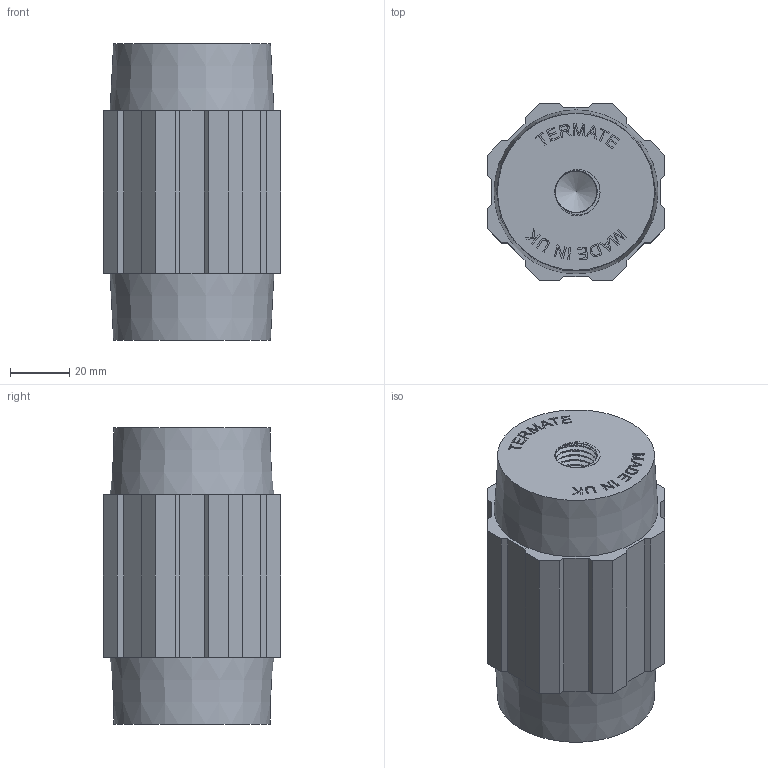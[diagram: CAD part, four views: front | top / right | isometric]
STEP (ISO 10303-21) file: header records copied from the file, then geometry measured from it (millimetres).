
FILE_DESCRIPTION(/* description */ (''),/* implementation_level */ '2;1');
FILE_NAME(/* name */ 'AM6-100-16.step',/* time_stamp */ '2019-12-10T16:38:48+00:00',/* author */ (''),/* organization */ (''),/* preprocessor_version */ 'ST-DEVELOPER v18',/* originating_system */ 'Autodesk Translation Framework v8.12.0.6',/* authorisation */ '');
FILE_SCHEMA (('AUTOMOTIVE_DESIGN { 1 0 10303 214 3 1 1 }'));
Length unit declared in the file: millimetre
Products named in the file (1): AM6-100-16
Bounding box: 60 x 60 x 100 mm (x, y, z)
Volume: 252821.5 mm3; surface area: 28273.3 mm2
Topology: 1 solids, 3 shells, 331 faces, 908 edges, 602 vertices
Faces by surface type: plane 218, bspline 55, cylinder 50, cone 8
Full cylindrical faces by diameter (mm): 14.023 x22, 16.25 x20, 18 x2
Entity records: 15922 total; most frequent: CARTESIAN_POINT 8013, ORIENTED_EDGE 1812, DIRECTION 1286, EDGE_CURVE 906, LINE 672, VECTOR 672, VERTEX_POINT 602, EDGE_LOOP 356
